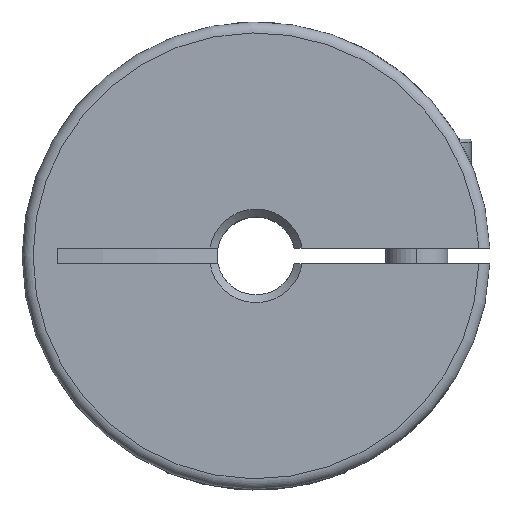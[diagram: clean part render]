
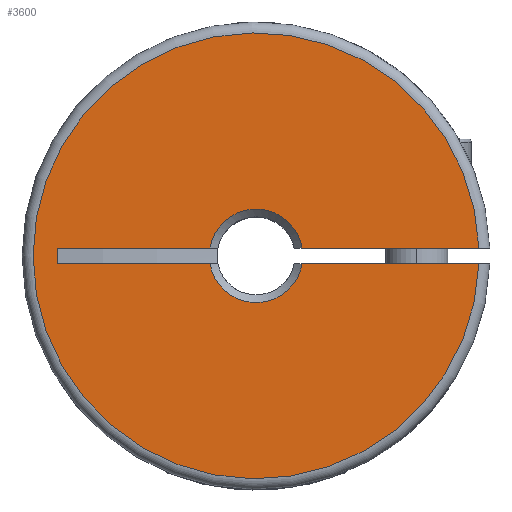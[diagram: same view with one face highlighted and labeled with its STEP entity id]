
A CAD part, top view. The second image highlights one B-rep face of the part: STEP entity #3600.
In plain terms, the highlighted planar face has unit normal (0, 0, 1).
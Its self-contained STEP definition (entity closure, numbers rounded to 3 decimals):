
#83 = CARTESIAN_POINT ( 'NONE',  ( 14.291, -0.5, 11.25 ) ) ;
#87 = VERTEX_POINT ( 'NONE', #1734 ) ;
#153 = DIRECTION ( 'NONE',  ( -1., 0., 0. ) ) ;
#202 = VERTEX_POINT ( 'NONE', #2695 ) ;
#234 = CIRCLE ( 'NONE', #2858, 3. ) ;
#271 = VERTEX_POINT ( 'NONE', #4355 ) ;
#272 = EDGE_CURVE ( 'NONE', #2507, #1904, #2191, .T. ) ;
#310 = EDGE_CURVE ( 'NONE', #1904, #3318, #234, .T. ) ;
#320 = FACE_OUTER_BOUND ( 'NONE', #3951, .T. ) ;
#377 = CIRCLE ( 'NONE', #2758, 14.3 ) ;
#447 = EDGE_CURVE ( 'NONE', #87, #2866, #3596, .T. ) ;
#457 = DIRECTION ( 'NONE',  ( 1., 0., 0. ) ) ;
#626 = EDGE_CURVE ( 'NONE', #271, #2866, #1551, .T. ) ;
#942 = ORIENTED_EDGE ( 'NONE', *, *, #3947, .T. ) ;
#952 = VECTOR ( 'NONE', #2283, 1000. ) ;
#981 = CARTESIAN_POINT ( 'NONE',  ( 0., 0.5, 11.25 ) ) ;
#1062 = ORIENTED_EDGE ( 'NONE', *, *, #310, .T. ) ;
#1097 = CARTESIAN_POINT ( 'NONE',  ( -2.958, -0.5, 11.25 ) ) ;
#1206 = CARTESIAN_POINT ( 'NONE',  ( 0., 0.5, 11.25 ) ) ;
#1228 = ORIENTED_EDGE ( 'NONE', *, *, #4465, .F. ) ;
#1368 = VECTOR ( 'NONE', #1635, 1000. ) ;
#1418 = CARTESIAN_POINT ( 'NONE',  ( 2.958, 0.5, 11.25 ) ) ;
#1551 = LINE ( 'NONE', #1206, #952 ) ;
#1620 = ORIENTED_EDGE ( 'NONE', *, *, #626, .F. ) ;
#1623 = VERTEX_POINT ( 'NONE', #2981 ) ;
#1635 = DIRECTION ( 'NONE',  ( -1., 0., 0. ) ) ;
#1660 = LINE ( 'NONE', #981, #1368 ) ;
#1674 = CARTESIAN_POINT ( 'NONE',  ( 0., 0., 11.25 ) ) ;
#1733 = PLANE ( 'NONE',  #3980 ) ;
#1734 = CARTESIAN_POINT ( 'NONE',  ( -2.958, 0.5, 11.25 ) ) ;
#1804 = VECTOR ( 'NONE', #4417, 1000. ) ;
#1817 = CARTESIAN_POINT ( 'NONE',  ( 0., 0., 11.25 ) ) ;
#1850 = DIRECTION ( 'NONE',  ( 0., 0., -1. ) ) ;
#1904 = VERTEX_POINT ( 'NONE', #3618 ) ;
#1946 = CARTESIAN_POINT ( 'NONE',  ( 0., -0.5, 11.25 ) ) ;
#2049 = LINE ( 'NONE', #4493, #3646 ) ;
#2050 = DIRECTION ( 'NONE',  ( 0., 0., 1. ) ) ;
#2191 = LINE ( 'NONE', #2554, #1804 ) ;
#2236 = DIRECTION ( 'NONE',  ( 0., 0., 1. ) ) ;
#2283 = DIRECTION ( 'NONE',  ( -1., 0., 0. ) ) ;
#2425 = DIRECTION ( 'NONE',  ( 0., -1., 0. ) ) ;
#2497 = VECTOR ( 'NONE', #153, 1000. ) ;
#2507 = VERTEX_POINT ( 'NONE', #83 ) ;
#2524 = ORIENTED_EDGE ( 'NONE', *, *, #4229, .T. ) ;
#2554 = CARTESIAN_POINT ( 'NONE',  ( 0., -0.5, 11.25 ) ) ;
#2577 = LINE ( 'NONE', #1946, #2497 ) ;
#2623 = CARTESIAN_POINT ( 'NONE',  ( 0., 0., 11.25 ) ) ;
#2645 = DIRECTION ( 'NONE',  ( 1., 0., 0. ) ) ;
#2695 = CARTESIAN_POINT ( 'NONE',  ( -12.717, 0.5, 11.25 ) ) ;
#2758 = AXIS2_PLACEMENT_3D ( 'NONE', #1817, #2236, #3641 ) ;
#2853 = AXIS2_PLACEMENT_3D ( 'NONE', #1674, #3118, #2645 ) ;
#2858 = AXIS2_PLACEMENT_3D ( 'NONE', #2623, #1850, #457 ) ;
#2866 = VERTEX_POINT ( 'NONE', #1418 ) ;
#2981 = CARTESIAN_POINT ( 'NONE',  ( -12.717, -0.5, 11.25 ) ) ;
#2998 = ORIENTED_EDGE ( 'NONE', *, *, #447, .T. ) ;
#3118 = DIRECTION ( 'NONE',  ( 0., 0., -1. ) ) ;
#3318 = VERTEX_POINT ( 'NONE', #1097 ) ;
#3438 = EDGE_CURVE ( 'NONE', #87, #202, #1660, .T. ) ;
#3596 = CIRCLE ( 'NONE', #2853, 3. ) ;
#3600 = ADVANCED_FACE ( 'NONE', ( #320 ), #1733, .T. ) ;
#3618 = CARTESIAN_POINT ( 'NONE',  ( 2.958, -0.5, 11.25 ) ) ;
#3641 = DIRECTION ( 'NONE',  ( 1., 0., 0. ) ) ;
#3646 = VECTOR ( 'NONE', #2425, 1000. ) ;
#3822 = ORIENTED_EDGE ( 'NONE', *, *, #3438, .F. ) ;
#3947 = EDGE_CURVE ( 'NONE', #3318, #1623, #2577, .T. ) ;
#3951 = EDGE_LOOP ( 'NONE', ( #2524, #4093, #1062, #942, #1228, #3822, #2998, #1620 ) ) ;
#3980 = AXIS2_PLACEMENT_3D ( 'NONE', #4621, #2050, #4265 ) ;
#4093 = ORIENTED_EDGE ( 'NONE', *, *, #272, .T. ) ;
#4229 = EDGE_CURVE ( 'NONE', #271, #2507, #377, .T. ) ;
#4265 = DIRECTION ( 'NONE',  ( 1., 0., 0. ) ) ;
#4355 = CARTESIAN_POINT ( 'NONE',  ( 14.291, 0.5, 11.25 ) ) ;
#4417 = DIRECTION ( 'NONE',  ( -1., 0., 0. ) ) ;
#4465 = EDGE_CURVE ( 'NONE', #202, #1623, #2049, .T. ) ;
#4493 = CARTESIAN_POINT ( 'NONE',  ( -12.717, -0.5, 11.25 ) ) ;
#4621 = CARTESIAN_POINT ( 'NONE',  ( 0., 0., 11.25 ) ) ;
